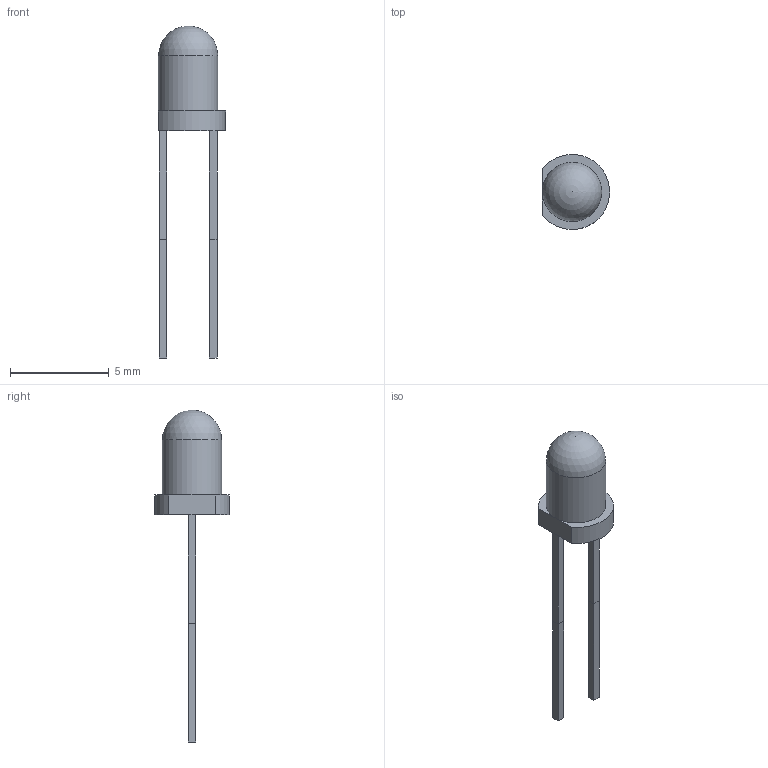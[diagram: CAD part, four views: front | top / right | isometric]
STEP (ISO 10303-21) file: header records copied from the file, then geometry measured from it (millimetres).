
FILE_DESCRIPTION(('FreeCAD Model'),'2;1');
FILE_NAME('Fusion.step', '2020-03-08T23:56:57',('kicad StepUp'),('ksu MCAD'), 'Open CASCADE STEP processor 7.3','FreeCAD','Unknown');
FILE_SCHEMA(('CONFIG_CONTROL_DESIGN','SHAPE_APPEARANCE_LAYER_MIM'));
Length unit declared in the file: millimetre
Products named in the file (1): Fusion
Bounding box: 3.39 x 3.79 x 16.8 mm (x, y, z)
Volume: 41.2 mm3; surface area: 103.4 mm2
Topology: 1 solids, 1 shells, 24 faces, 55 edges, 33 vertices
Faces by surface type: plane 21, cylinder 2, sphere 1
Full cylindrical faces by diameter (mm): 3 x1
Entity records: 869 total; most frequent: CARTESIAN_POINT 112, DIRECTION 111, ORIENTED_EDGE 108, EDGE_CURVE 54, LINE 47, VECTOR 47, VERTEX_POINT 33, AXIS2_PLACEMENT_3D 32
